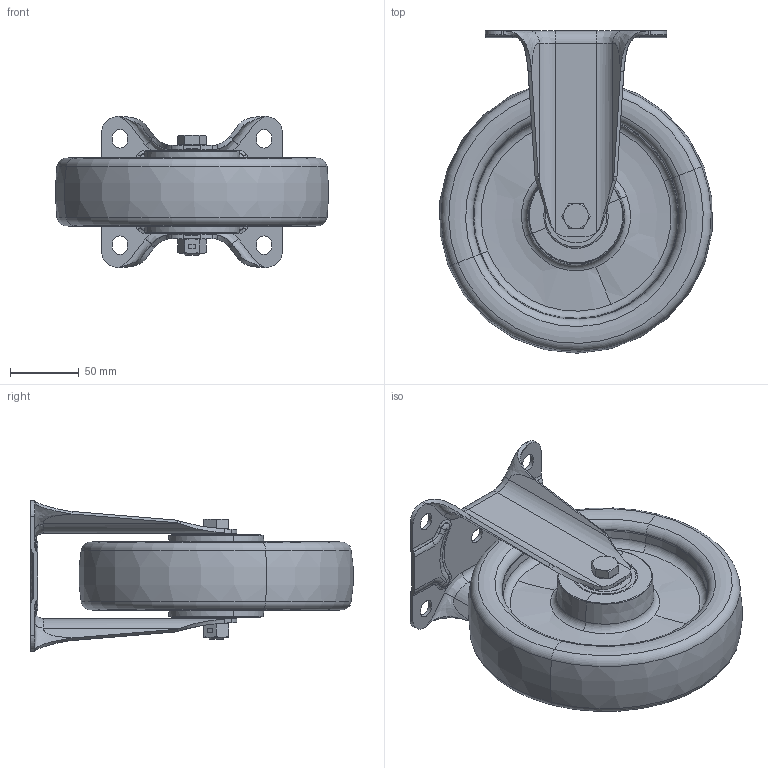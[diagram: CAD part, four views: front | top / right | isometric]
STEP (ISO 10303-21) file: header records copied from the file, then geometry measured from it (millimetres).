
FILE_DESCRIPTION (( 'STEP AP214' ), '1' );
FILE_NAME ('0055860.step', '2023-08-24T10:00:04', ( '' ), ( '' ), 'SwSTEP 2.0', 'SolidWorks 2020', '' );
FILE_SCHEMA (( 'AUTOMOTIVE_DESIGN' ));
Length unit declared in the file: millimetre
Products named in the file (1): 0055860
Bounding box: 198.48 x 234.81 x 110 mm (x, y, z)
Volume: 1116146.1 mm3; surface area: 315395.3 mm2
Topology: 18 solids, 18 shells, 563 faces, 1327 edges, 792 vertices
Faces by surface type: plane 158, bspline 131, cylinder 124, torus 83, cone 67
Entity records: 33564 total; most frequent: CARTESIAN_POINT 14736, ORIENTED_EDGE 2654, DIRECTION 2567, EDGE_CURVE 1327, AXIS2_PLACEMENT_3D 1049, VERTEX_POINT 792, EDGE_LOOP 617, CIRCLE 616
